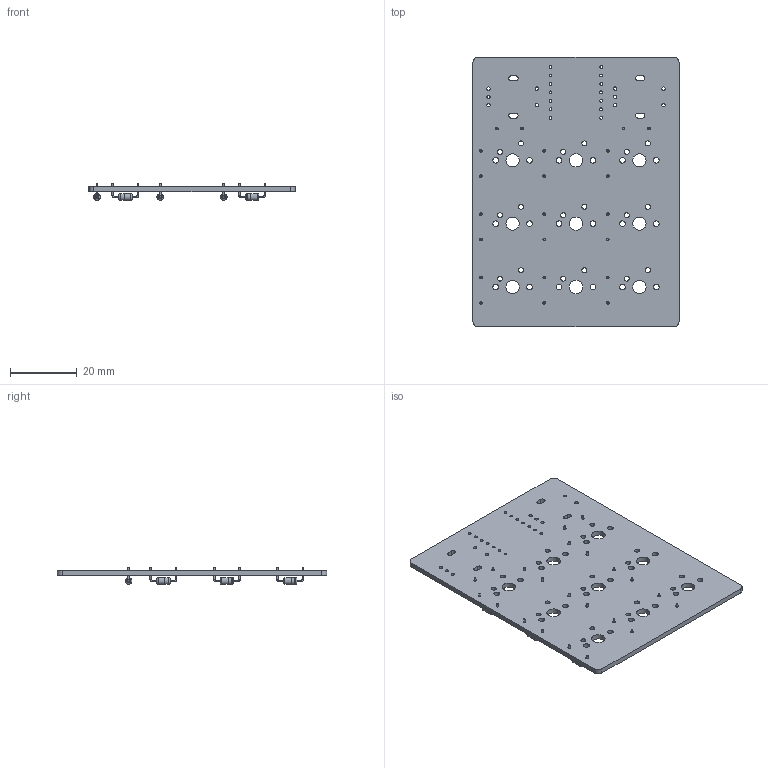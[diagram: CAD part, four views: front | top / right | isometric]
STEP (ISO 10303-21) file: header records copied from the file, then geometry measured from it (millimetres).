
FILE_DESCRIPTION(('KiCad electronic assembly'),'2;1');
FILE_NAME('macpad.step','2026-02-09T20:07:34',('Pcbnew'),('Kicad'), 'Open CASCADE STEP processor 7.9','KiCad to STEP converter','Unknown' );
FILE_SCHEMA(('AUTOMOTIVE_DESIGN { 1 0 10303 214 1 1 1 1 }'));
Length unit declared in the file: millimetre
Products named in the file (3): macpad 1; D_DO-35_SOD27_P7.62mm_Horizontal; macpad_PCB
Assembly tree (12 placements, depth 2):
  macpad 1
    D_DO-35_SOD27_P7.62mm_Horizontal  x11
    macpad_PCB
Bounding box: 61.91 x 80.96 x 5.01 mm (x, y, z)
Volume: 7388.9 mm3; surface area: 11259.8 mm2
Topology: 23 solids, 23 shells, 293 faces, 609 edges, 384 vertices
Faces by surface type: cylinder 169, plane 80, torus 44
Full cylindrical faces by diameter (mm): 0.5 x33, 0.8 x22, 0.889 x14, 1 x10, 1.5 x18, 1.7 x18, 2 x22, 2.02 x11, 4 x9
Entity records: 5006 total; most frequent: DIRECTION 885, CARTESIAN_POINT 759, ORIENTED_EDGE 738, AXIS2_PLACEMENT_3D 370, EDGE_CURVE 369, FACE_BOUND 325, EDGE_LOOP 325, VERTEX_POINT 244
